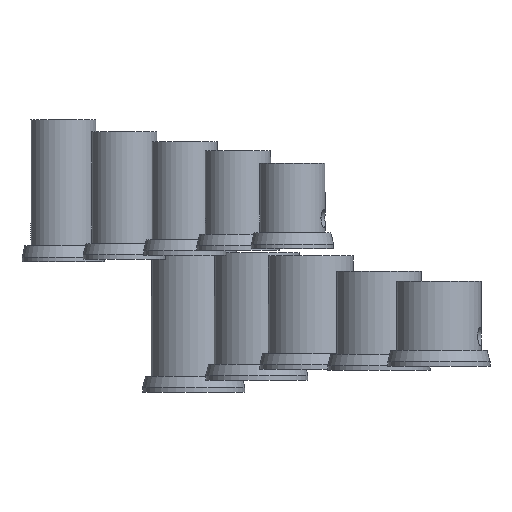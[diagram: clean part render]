
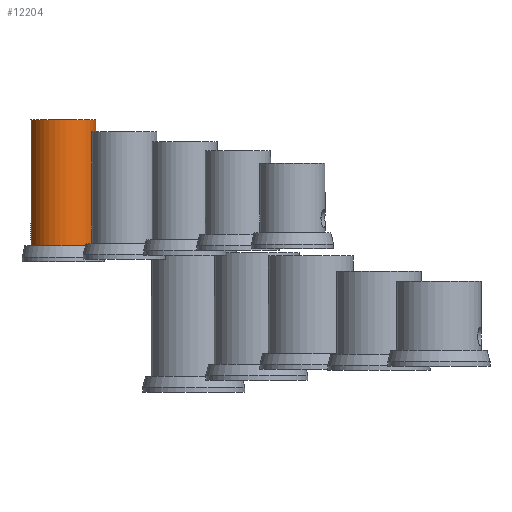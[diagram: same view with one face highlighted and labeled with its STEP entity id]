
A CAD part, left-side view. The second image highlights one B-rep face of the part: STEP entity #12204.
In plain terms, the highlighted cylindrical face has radius 11.5 mm (diameter 23 mm), a full revolution.
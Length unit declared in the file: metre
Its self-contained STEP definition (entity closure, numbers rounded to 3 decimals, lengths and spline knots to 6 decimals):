
#798=ELLIPSE('',#13423,0.023,0.0115);
#799=ELLIPSE('',#13424,0.023,0.0115);
#800=ELLIPSE('',#13426,0.023,0.0115);
#801=ELLIPSE('',#13427,0.023,0.0115);
#2937=CIRCLE('',#13421,0.0115);
#2938=CIRCLE('',#13422,0.0115);
#2939=CIRCLE('',#13425,0.0115);
#2940=CIRCLE('',#13428,0.0115);
#4186=ORIENTED_EDGE('',*,*,#7043,.T.);
#4187=ORIENTED_EDGE('',*,*,#7044,.T.);
#4188=ORIENTED_EDGE('',*,*,#7045,.T.);
#4189=ORIENTED_EDGE('',*,*,#7046,.T.);
#4190=ORIENTED_EDGE('',*,*,#7047,.T.);
#4191=ORIENTED_EDGE('',*,*,#7048,.T.);
#4192=ORIENTED_EDGE('',*,*,#7049,.T.);
#4193=ORIENTED_EDGE('',*,*,#7050,.F.);
#4194=ORIENTED_EDGE('',*,*,#7051,.F.);
#7043=EDGE_CURVE('',#8567,#8567,#2937,.T.);
#7044=EDGE_CURVE('',#8568,#8569,#2938,.T.);
#7045=EDGE_CURVE('',#8569,#8570,#798,.T.);
#7046=EDGE_CURVE('',#8570,#8571,#799,.T.);
#7047=EDGE_CURVE('',#8571,#8572,#2939,.T.);
#7048=EDGE_CURVE('',#8572,#8573,#800,.T.);
#7049=EDGE_CURVE('',#8573,#8568,#801,.T.);
#7050=EDGE_CURVE('',#8574,#8574,#2940,.T.);
#7051=EDGE_CURVE('',#8575,#8575,#9420,.T.);
#8567=VERTEX_POINT('',#19548);
#8568=VERTEX_POINT('',#19550);
#8569=VERTEX_POINT('',#19551);
#8570=VERTEX_POINT('',#19553);
#8571=VERTEX_POINT('',#19555);
#8572=VERTEX_POINT('',#19557);
#8573=VERTEX_POINT('',#19559);
#8574=VERTEX_POINT('',#19562);
#8575=VERTEX_POINT('',#19574);
#9420=B_SPLINE_CURVE_WITH_KNOTS('',3,(#19563,#19564,#19565,#19566,#19567,
#19568,#19569,#19570,#19571,#19572,#19573),.UNSPECIFIED.,.T.,.F.,(1,1,1,
1,1,1,1,1,1,1,1,1,1,1,1),(-0.007659,-0.005106,-0.002553,
0.,0.002553,0.005106,0.007659,
0.010212,0.012765,0.015318,0.017871,
0.020424,0.022977,0.02553,0.028083),
 .UNSPECIFIED.);
#9830=EDGE_LOOP('',(#4186));
#9831=EDGE_LOOP('',(#4187,#4188,#4189,#4190,#4191,#4192));
#9832=EDGE_LOOP('',(#4193));
#9833=EDGE_LOOP('',(#4194));
#10990=FACE_BOUND('',#9830,.T.);
#10991=FACE_BOUND('',#9831,.T.);
#10992=FACE_BOUND('',#9832,.T.);
#10993=FACE_BOUND('',#9833,.T.);
#11864=CYLINDRICAL_SURFACE('',#13420,0.0115);
#12204=ADVANCED_FACE('',(#10990,#10991,#10992,#10993),#11864,.T.);
#13420=AXIS2_PLACEMENT_3D('',#19546,#15515,#15516);
#13421=AXIS2_PLACEMENT_3D('',#19547,#15517,#15518);
#13422=AXIS2_PLACEMENT_3D('',#19549,#15519,#15520);
#13423=AXIS2_PLACEMENT_3D('',#19552,#15521,#15522);
#13424=AXIS2_PLACEMENT_3D('',#19554,#15523,#15524);
#13425=AXIS2_PLACEMENT_3D('',#19556,#15525,#15526);
#13426=AXIS2_PLACEMENT_3D('',#19558,#15527,#15528);
#13427=AXIS2_PLACEMENT_3D('',#19560,#15529,#15530);
#13428=AXIS2_PLACEMENT_3D('',#19561,#15531,#15532);
#15515=DIRECTION('',(0.,0.,-1.));
#15516=DIRECTION('',(-0.707,0.707,0.));
#15517=DIRECTION('',(0.,0.,1.));
#15518=DIRECTION('',(0.707,-0.707,0.));
#15519=DIRECTION('',(0.,0.,1.));
#15520=DIRECTION('',(1.,0.,0.));
#15521=DIRECTION('',(-0.845,0.187,0.5));
#15522=DIRECTION('',(-0.488,0.108,-0.866));
#15523=DIRECTION('',(-0.845,0.187,-0.5));
#15524=DIRECTION('',(0.488,-0.108,-0.866));
#15525=DIRECTION('',(0.,0.,-1.));
#15526=DIRECTION('',(-1.,0.,0.));
#15527=DIRECTION('',(0.845,-0.187,-0.5));
#15528=DIRECTION('',(-0.488,0.108,-0.866));
#15529=DIRECTION('',(0.845,-0.187,0.5));
#15530=DIRECTION('',(0.488,-0.108,-0.866));
#15531=DIRECTION('',(0.,0.,1.));
#15532=DIRECTION('',(0.707,-0.707,0.));
#19546=CARTESIAN_POINT('',(0.,0.,0.0494));
#19547=CARTESIAN_POINT('',(0.,0.,0.0001));
#19548=CARTESIAN_POINT('',(0.008132,-0.008132,0.0001));
#19549=CARTESIAN_POINT('',(0.,0.,0.01275));
#19550=CARTESIAN_POINT('',(0.004015,0.010776,0.01275));
#19551=CARTESIAN_POINT('',(0.000915,0.011464,0.01275));
#19552=CARTESIAN_POINT('',(0.,0.,0.0155));
#19553=CARTESIAN_POINT('',(-0.000708,0.011478,0.01));
#19554=CARTESIAN_POINT('',(0.,0.,0.0045));
#19555=CARTESIAN_POINT('',(0.000915,0.011464,0.00725));
#19556=CARTESIAN_POINT('',(0.,0.,0.00725));
#19557=CARTESIAN_POINT('',(0.004015,0.010776,0.00725));
#19558=CARTESIAN_POINT('',(0.,0.,0.0045));
#19559=CARTESIAN_POINT('',(0.005492,0.010104,0.01));
#19560=CARTESIAN_POINT('',(0.,0.,0.0155));
#19561=CARTESIAN_POINT('',(0.,0.,0.0494));
#19562=CARTESIAN_POINT('',(0.008132,-0.008132,0.0494));
#19563=CARTESIAN_POINT('',(-0.004928,-0.010451,0.007455));
#19564=CARTESIAN_POINT('',(-0.002514,-0.01134,0.006397));
#19565=CARTESIAN_POINT('',(0.000048,-0.011554,0.007455));
#19566=CARTESIAN_POINT('',(0.001154,-0.011432,0.009996));
#19567=CARTESIAN_POINT('',(0.000047,-0.011554,0.012548));
#19568=CARTESIAN_POINT('',(-0.002512,-0.01134,0.013601));
#19569=CARTESIAN_POINT('',(-0.004924,-0.010453,0.012549));
#19570=CARTESIAN_POINT('',(-0.005878,-0.009873,0.010001));
#19571=CARTESIAN_POINT('',(-0.004928,-0.010451,0.007455));
#19572=CARTESIAN_POINT('',(-0.002514,-0.01134,0.006397));
#19573=CARTESIAN_POINT('',(0.000048,-0.011554,0.007455));
#19574=CARTESIAN_POINT('',(-0.002489,-0.011227,0.00675));
